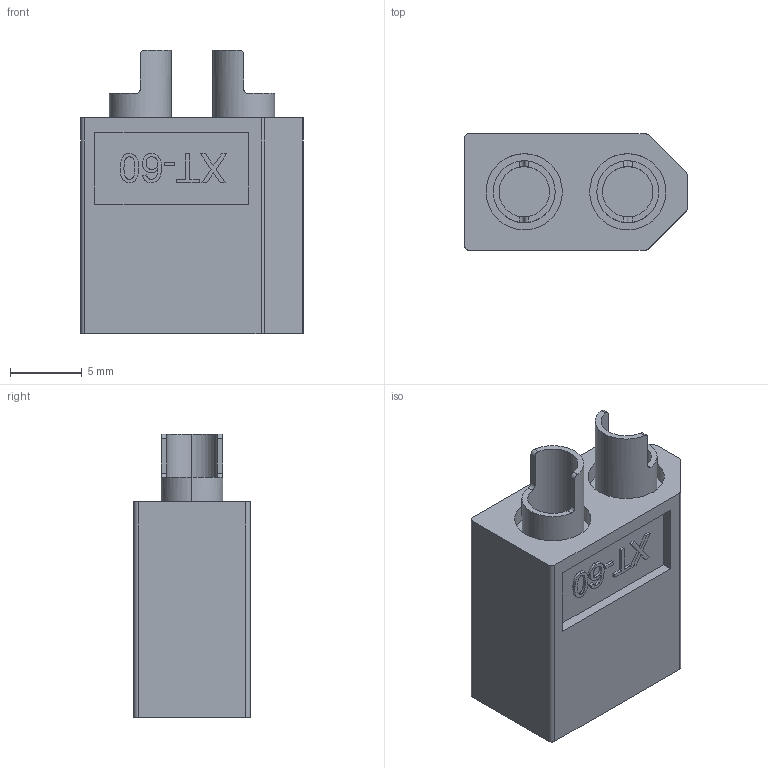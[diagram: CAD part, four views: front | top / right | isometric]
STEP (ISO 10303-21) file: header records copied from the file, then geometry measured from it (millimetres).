
FILE_DESCRIPTION (( 'STEP AP214' ), '1' );
FILE_NAME ('XT60 MALE.STEP', '2021-01-08T15:24:23', ( '' ), ( '' ), 'SwSTEP 2.0', 'SolidWorks 2019', '' );
FILE_SCHEMA (( 'AUTOMOTIVE_DESIGN' ));
Length unit declared in the file: millimetre
Products named in the file (1): XT60 MALE
Bounding box: 15.5 x 8.1 x 19.7 mm (x, y, z)
Volume: 1058.6 mm3; surface area: 1888.8 mm2
Topology: 1 solids, 1 shells, 196 faces, 521 edges, 344 vertices
Faces by surface type: plane 108, cylinder 51, bspline 29, torus 8
Entity records: 9863 total; most frequent: CARTESIAN_POINT 2947, ORIENTED_EDGE 1042, DIRECTION 877, EDGE_CURVE 521, VERTEX_POINT 344, VECTOR 321, LINE 321, AXIS2_PLACEMENT_3D 278
